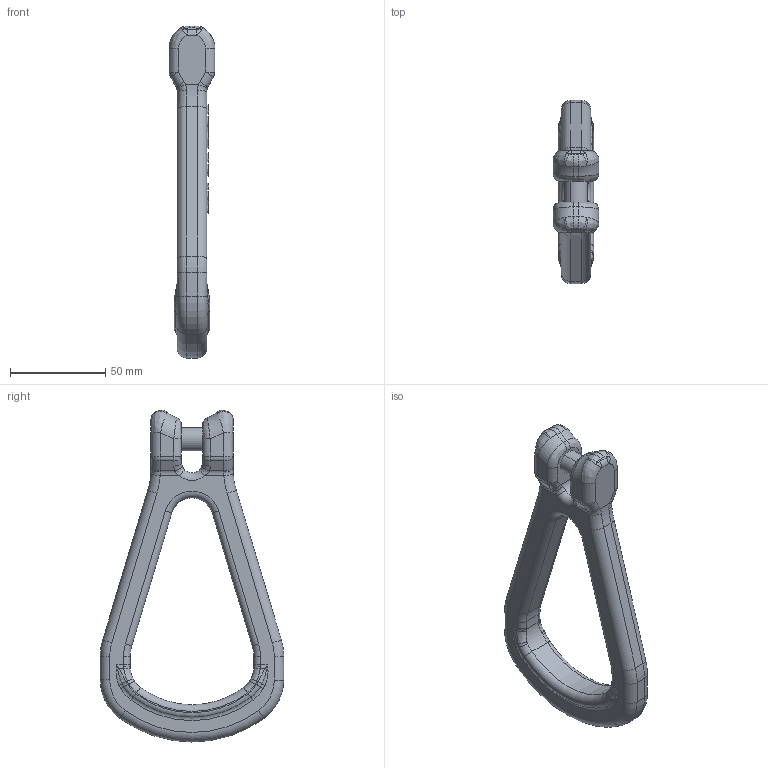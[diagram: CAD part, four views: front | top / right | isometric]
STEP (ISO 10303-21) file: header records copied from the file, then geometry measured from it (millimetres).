
FILE_DESCRIPTION(('CATIA V5 STEP Exchange'),'2;1');
FILE_NAME('8-059-10.stp','2014-10-15T07:34:25+00:00',('none'),('none'),'CATIA Version 5 Release 21 GA (IN-10)','CATIA V5 STEP AP203','none');
FILE_SCHEMA(('CONFIG_CONTROL_DESIGN'));
Length unit declared in the file: millimetre
Products named in the file (1): 8-059-10
Bounding box: 24 x 96.11 x 173.87 mm (x, y, z)
Volume: 104418.1 mm3; surface area: 24043.8 mm2
Topology: 1 solids, 1 shells, 614 faces, 1649 edges, 1026 vertices
Faces by surface type: plane 406, bspline 76, cylinder 72, torus 52, sphere 4, revolution 4
Entity records: 23044 total; most frequent: CARTESIAN_POINT 9369, ORIENTED_EDGE 3266, DIRECTION 2062, EDGE_CURVE 1633, VERTEX_POINT 1026, VECTOR 859, LINE 859, AXIS2_PLACEMENT_3D 701
